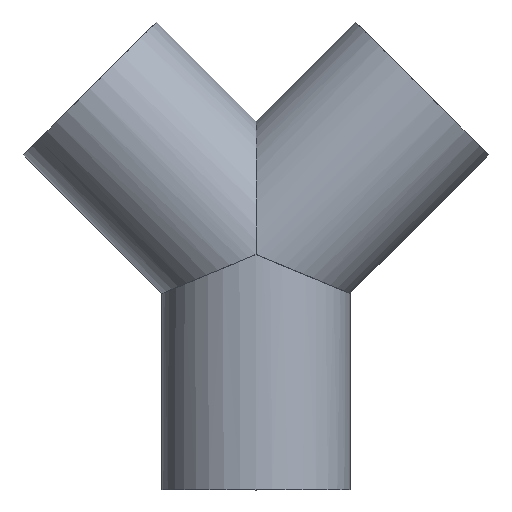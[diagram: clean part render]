
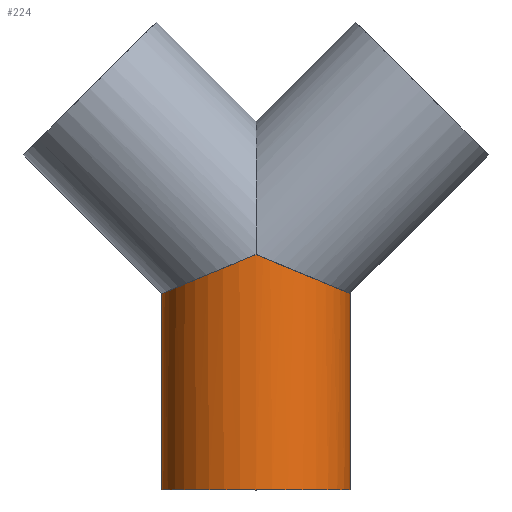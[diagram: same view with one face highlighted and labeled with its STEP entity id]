
A CAD part, top view. The second image highlights one B-rep face of the part: STEP entity #224.
In plain terms, the highlighted cylindrical face has radius 200 mm (diameter 400 mm), a partial arc.
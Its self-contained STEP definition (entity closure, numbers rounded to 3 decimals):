
#2 = CARTESIAN_POINT ( 'NONE',  ( -200., -82.843, 117.157 ) ) ;
#35 = ORIENTED_EDGE ( 'NONE', *, *, #235, .F. ) ;
#41 = CARTESIAN_POINT ( 'NONE',  ( 117.157, -48.528, 200. ) ) ;
#60 = DIRECTION ( 'NONE',  ( 1., 0., 0. ) ) ;
#67 = VERTEX_POINT ( 'NONE', #912 ) ;
#71 = CARTESIAN_POINT ( 'NONE',  ( -117.157, -48.528, 200. ) ) ;
#77 = LINE ( 'NONE', #364, #269 ) ;
#121 = CARTESIAN_POINT ( 'NONE',  ( 0., 0., 200. ) ) ;
#153 = EDGE_CURVE ( 'NONE', #522, #67, #625, .T. ) ;
#174 = VERTEX_POINT ( 'NONE', #492 ) ;
#193 = VERTEX_POINT ( 'NONE', #499 ) ;
#197 = DIRECTION ( 'NONE',  ( 0., -1., 0. ) ) ;
#200 = DIRECTION ( 'NONE',  ( 0., -1., 0. ) ) ;
#205 = CARTESIAN_POINT ( 'NONE',  ( 0., -500., 0. ) ) ;
#208 = ORIENTED_EDGE ( 'NONE', *, *, #153, .T. ) ;
#210 = AXIS2_PLACEMENT_3D ( 'NONE', #845, #197, #60 ) ;
#224 = ADVANCED_FACE ( 'NONE', ( #570 ), #868, .T. ) ;
#235 = EDGE_CURVE ( 'NONE', #174, #448, #77, .T. ) ;
#269 = VECTOR ( 'NONE', #200, 1000. ) ;
#320 = CARTESIAN_POINT ( 'NONE',  ( -200., 0., 0. ) ) ;
#339 = CARTESIAN_POINT ( 'NONE',  ( 200., -82.843, 0. ) ) ;
#352 = CARTESIAN_POINT ( 'NONE',  ( -200., -82.843, 0. ) ) ;
#358 = CARTESIAN_POINT ( 'NONE',  ( 0., 0., 200. ) ) ;
#364 = CARTESIAN_POINT ( 'NONE',  ( 200., 0., 0. ) ) ;
#448 = VERTEX_POINT ( 'NONE', #572 ) ;
#490 = DIRECTION ( 'NONE',  ( 0., 1., 0. ) ) ;
#491 = CARTESIAN_POINT ( 'NONE',  ( 0., 0., 200. ) ) ;
#492 = CARTESIAN_POINT ( 'NONE',  ( 200., -82.843, 0. ) ) ;
#499 = CARTESIAN_POINT ( 'NONE',  ( -200., -500., 0. ) ) ;
#508 = ORIENTED_EDGE ( 'NONE', *, *, #841, .T. ) ;
#522 = VERTEX_POINT ( 'NONE', #491 ) ;
#555 = AXIS2_PLACEMENT_3D ( 'NONE', #205, #490, #776 ) ;
#566 =( BOUNDED_CURVE ( )  B_SPLINE_CURVE ( 3, ( #339, #611, #41, #121 ),
 .UNSPECIFIED., .F., .T. ) 
 B_SPLINE_CURVE_WITH_KNOTS ( ( 4, 4 ),
 ( 0., 1.571 ),
 .UNSPECIFIED. ) 
 CURVE ( )  GEOMETRIC_REPRESENTATION_ITEM ( )  RATIONAL_B_SPLINE_CURVE ( ( 1., 0.805, 0.805, 1. ) ) 
 REPRESENTATION_ITEM ( '' )  );
#570 = FACE_OUTER_BOUND ( 'NONE', #586, .T. ) ;
#572 = CARTESIAN_POINT ( 'NONE',  ( 200., -500., 0. ) ) ;
#582 = LINE ( 'NONE', #320, #928 ) ;
#586 = EDGE_LOOP ( 'NONE', ( #208, #733, #508, #35, #660 ) ) ;
#598 = EDGE_CURVE ( 'NONE', #67, #193, #582, .T. ) ;
#611 = CARTESIAN_POINT ( 'NONE',  ( 200., -82.843, 117.157 ) ) ;
#625 =( BOUNDED_CURVE ( )  B_SPLINE_CURVE ( 3, ( #358, #71, #2, #352 ),
 .UNSPECIFIED., .F., .T. ) 
 B_SPLINE_CURVE_WITH_KNOTS ( ( 4, 4 ),
 ( 4.712, 6.283 ),
 .UNSPECIFIED. ) 
 CURVE ( )  GEOMETRIC_REPRESENTATION_ITEM ( )  RATIONAL_B_SPLINE_CURVE ( ( 1., 0.805, 0.805, 1. ) ) 
 REPRESENTATION_ITEM ( '' )  );
#660 = ORIENTED_EDGE ( 'NONE', *, *, #718, .T. ) ;
#663 = DIRECTION ( 'NONE',  ( 0., -1., 0. ) ) ;
#718 = EDGE_CURVE ( 'NONE', #174, #522, #566, .T. ) ;
#733 = ORIENTED_EDGE ( 'NONE', *, *, #598, .T. ) ;
#776 = DIRECTION ( 'NONE',  ( -1., 0., 0. ) ) ;
#841 = EDGE_CURVE ( 'NONE', #193, #448, #886, .T. ) ;
#845 = CARTESIAN_POINT ( 'NONE',  ( 0., 0., 0. ) ) ;
#868 = CYLINDRICAL_SURFACE ( 'NONE', #210, 200. ) ;
#886 = CIRCLE ( 'NONE', #555, 200. ) ;
#912 = CARTESIAN_POINT ( 'NONE',  ( -200., -82.843, 0. ) ) ;
#928 = VECTOR ( 'NONE', #663, 1000. ) ;
